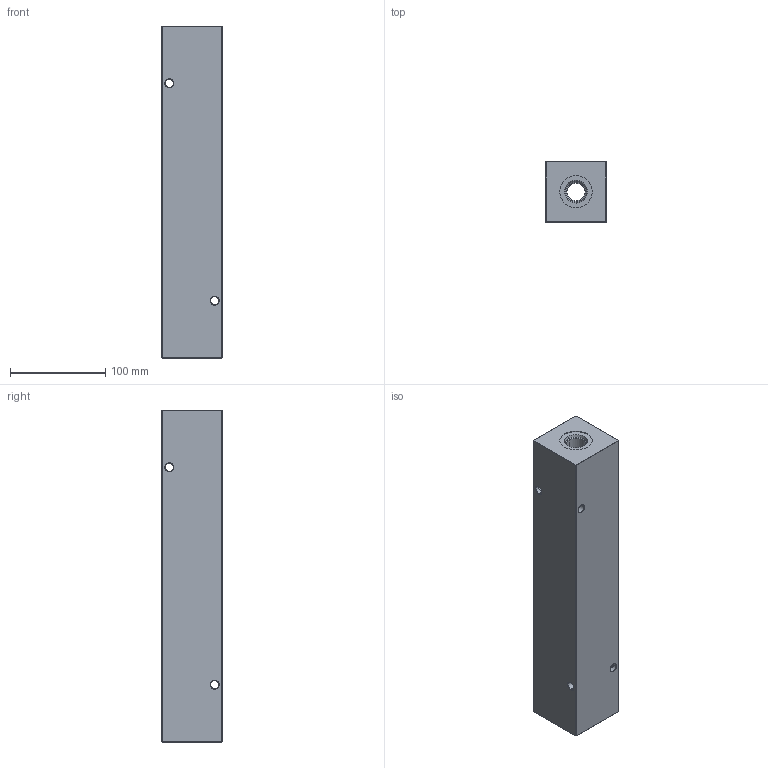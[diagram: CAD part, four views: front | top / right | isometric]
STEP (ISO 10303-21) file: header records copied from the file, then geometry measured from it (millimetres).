
FILE_DESCRIPTION (( 'STEP AP203' ), '1' );
FILE_NAME ('HM-6-0-S-10-6.STEP', '2020-10-01T20:59:24', ( '' ), ( '' ), 'SwSTEP 2.0', 'SolidWorks 2019', '' );
FILE_SCHEMA (( 'CONFIG_CONTROL_DESIGN' ));
Length unit declared in the file: inch
Products named in the file (1): HM-6-0-S-10-6
Bounding box: 63.5 x 63.5 x 349.25 mm (x, y, z)
Volume: 1271386.3 mm3; surface area: 127073.5 mm2
Topology: 1 solids, 1 shells, 553 faces, 1418 edges, 910 vertices
Faces by surface type: plane 232, bspline 195, cone 64, cylinder 62
Entity records: 26659 total; most frequent: CARTESIAN_POINT 14453, ORIENTED_EDGE 2836, DIRECTION 1860, EDGE_CURVE 1418, VERTEX_POINT 910, LINE 834, VECTOR 834, EDGE_LOOP 622
